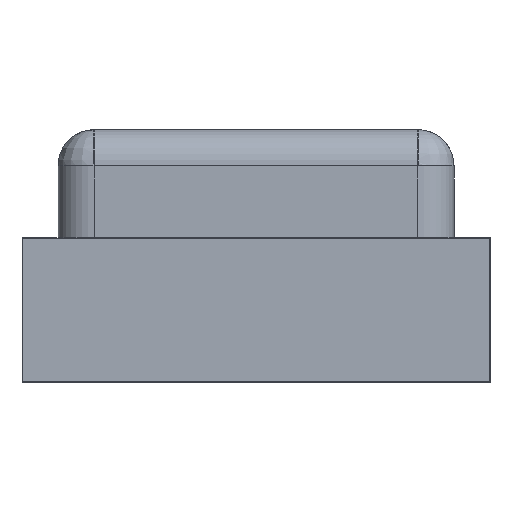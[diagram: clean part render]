
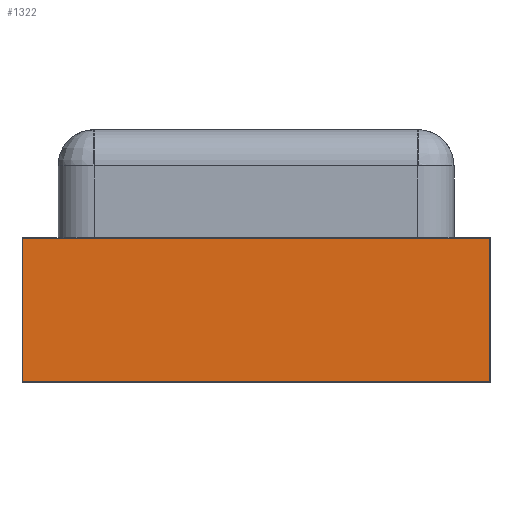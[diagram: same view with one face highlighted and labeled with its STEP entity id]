
A CAD part, left-side view. The second image highlights one B-rep face of the part: STEP entity #1322.
In plain terms, the highlighted free-form (B-spline) face has degree [1, 1] with [2, 2] control points.
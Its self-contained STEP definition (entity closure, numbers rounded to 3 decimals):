
#1322 = ADVANCED_FACE('',(#1323),#1357,.T.);
#1323 = FACE_BOUND('',#1324,.T.);
#1324 = EDGE_LOOP('',(#1325,#1335,#1343,#1351));
#1325 = ORIENTED_EDGE('',*,*,#1326,.T.);
#1326 = EDGE_CURVE('',#1327,#1329,#1331,.T.);
#1327 = VERTEX_POINT('',#1328);
#1328 = CARTESIAN_POINT('',(-0.4,-0.65,0.4));
#1329 = VERTEX_POINT('',#1330);
#1330 = CARTESIAN_POINT('',(-0.4,0.65,0.4));
#1331 = LINE('',#1332,#1333);
#1332 = CARTESIAN_POINT('',(-0.4,-0.65,0.4));
#1333 = VECTOR('',#1334,1.);
#1334 = DIRECTION('',(0.,1.,0.));
#1335 = ORIENTED_EDGE('',*,*,#1336,.T.);
#1336 = EDGE_CURVE('',#1329,#1337,#1339,.T.);
#1337 = VERTEX_POINT('',#1338);
#1338 = CARTESIAN_POINT('',(-0.4,0.65,0.001));
#1339 = LINE('',#1340,#1341);
#1340 = CARTESIAN_POINT('',(-0.4,0.65,0.4));
#1341 = VECTOR('',#1342,1.);
#1342 = DIRECTION('',(0.,0.,-1.));
#1343 = ORIENTED_EDGE('',*,*,#1344,.T.);
#1344 = EDGE_CURVE('',#1337,#1345,#1347,.T.);
#1345 = VERTEX_POINT('',#1346);
#1346 = CARTESIAN_POINT('',(-0.4,-0.65,0.001));
#1347 = LINE('',#1348,#1349);
#1348 = CARTESIAN_POINT('',(-0.4,0.65,0.001));
#1349 = VECTOR('',#1350,1.);
#1350 = DIRECTION('',(0.,-1.,0.));
#1351 = ORIENTED_EDGE('',*,*,#1352,.T.);
#1352 = EDGE_CURVE('',#1345,#1327,#1353,.T.);
#1353 = LINE('',#1354,#1355);
#1354 = CARTESIAN_POINT('',(-0.4,-0.65,0.001));
#1355 = VECTOR('',#1356,1.);
#1356 = DIRECTION('',(0.,0.,1.));
#1357 = B_SPLINE_SURFACE_WITH_KNOTS('',1,1,(
    (#1358,#1359)
    ,(#1360,#1361
    )),.UNSPECIFIED.,.F.,.F.,.F.,(2,2),(2,2),(0.,1.),(0.,1.),
  .PIECEWISE_BEZIER_KNOTS.);
#1358 = CARTESIAN_POINT('',(-0.4,0.65,0.001));
#1359 = CARTESIAN_POINT('',(-0.4,0.65,0.4));
#1360 = CARTESIAN_POINT('',(-0.4,-0.65,0.001));
#1361 = CARTESIAN_POINT('',(-0.4,-0.65,0.4));
